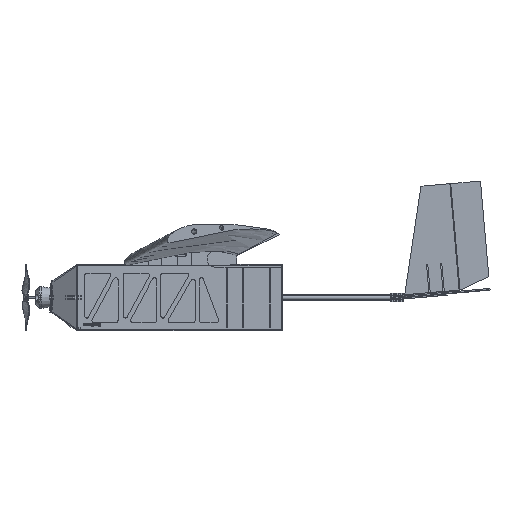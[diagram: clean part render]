
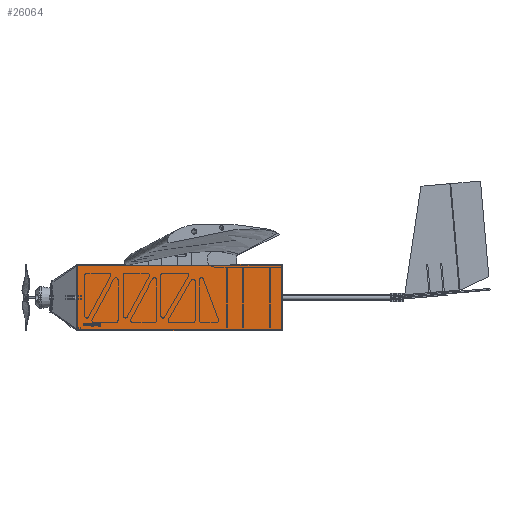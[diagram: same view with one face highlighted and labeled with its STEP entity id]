
A CAD part, top view. The second image highlights one B-rep face of the part: STEP entity #26064.
In plain terms, the highlighted face is planar.
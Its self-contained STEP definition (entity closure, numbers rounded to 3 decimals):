
#2433=FACE_OUTER_BOUND('',#3887,.T.);
#3887=EDGE_LOOP('',(#18992,#18993,#18994,#18995,#18996,#18997,#18998,#18999));
#5736=LINE('',#44706,#8603);
#5739=LINE('',#44712,#8606);
#5747=LINE('',#44727,#8614);
#5752=LINE('',#44736,#8619);
#5753=LINE('',#44739,#8620);
#5756=LINE('',#44745,#8623);
#5757=LINE('',#44747,#8624);
#5758=LINE('',#44748,#8625);
#8603=VECTOR('',#31371,10.);
#8606=VECTOR('',#31376,10.);
#8614=VECTOR('',#31386,10.);
#8619=VECTOR('',#31395,10.);
#8620=VECTOR('',#31398,10.);
#8623=VECTOR('',#31403,10.);
#8624=VECTOR('',#31404,10.);
#8625=VECTOR('',#31405,10.);
#11397=VERTEX_POINT('',#44703);
#11398=VERTEX_POINT('',#44705);
#11399=VERTEX_POINT('',#44709);
#11404=VERTEX_POINT('',#44720);
#11408=VERTEX_POINT('',#44734);
#11409=VERTEX_POINT('',#44738);
#11411=VERTEX_POINT('',#44744);
#11412=VERTEX_POINT('',#44746);
#14257=EDGE_CURVE('',#11398,#11397,#5736,.T.);
#14260=EDGE_CURVE('',#11397,#11399,#5739,.T.);
#14268=EDGE_CURVE('',#11404,#11398,#5747,.T.);
#14273=EDGE_CURVE('',#11408,#11399,#5752,.T.);
#14274=EDGE_CURVE('',#11404,#11409,#5753,.T.);
#14277=EDGE_CURVE('',#11408,#11411,#5756,.T.);
#14278=EDGE_CURVE('',#11411,#11412,#5757,.T.);
#14279=EDGE_CURVE('',#11409,#11412,#5758,.T.);
#18992=ORIENTED_EDGE('',*,*,#14268,.T.);
#18993=ORIENTED_EDGE('',*,*,#14257,.T.);
#18994=ORIENTED_EDGE('',*,*,#14260,.T.);
#18995=ORIENTED_EDGE('',*,*,#14273,.F.);
#18996=ORIENTED_EDGE('',*,*,#14277,.T.);
#18997=ORIENTED_EDGE('',*,*,#14278,.T.);
#18998=ORIENTED_EDGE('',*,*,#14279,.F.);
#18999=ORIENTED_EDGE('',*,*,#14274,.F.);
#25036=PLANE('',#28051);
#26064=ADVANCED_FACE('',(#2433),#25036,.T.);
#28051=AXIS2_PLACEMENT_3D('',#44743,#31401,#31402);
#31371=DIRECTION('',(0.,0.,1.));
#31376=DIRECTION('',(0.,1.,0.));
#31386=DIRECTION('',(0.,-1.,0.));
#31395=DIRECTION('',(0.,0.,-1.));
#31398=DIRECTION('',(0.,0.,-1.));
#31401=DIRECTION('center_axis',(1.,0.,0.));
#31402=DIRECTION('ref_axis',(0.,-1.,0.));
#31403=DIRECTION('',(0.,-1.,0.));
#31404=DIRECTION('',(0.,0.,-1.));
#31405=DIRECTION('',(0.,-1.,0.));
#44703=CARTESIAN_POINT('',(76.,75.,-113.075));
#44705=CARTESIAN_POINT('',(76.,75.,-359.133));
#44706=CARTESIAN_POINT('',(76.,75.,-118.052));
#44709=CARTESIAN_POINT('',(76.,78.,-113.075));
#44712=CARTESIAN_POINT('',(76.,78.,-113.075));
#44720=CARTESIAN_POINT('',(76.,78.,-359.133));
#44727=CARTESIAN_POINT('',(76.,78.,-359.133));
#44734=CARTESIAN_POINT('',(76.,78.,0.));
#44736=CARTESIAN_POINT('',(76.,78.,0.));
#44738=CARTESIAN_POINT('',(76.,78.,-480.));
#44739=CARTESIAN_POINT('',(76.,78.,0.));
#44743=CARTESIAN_POINT('Origin',(76.,78.,0.));
#44744=CARTESIAN_POINT('',(76.,-78.,0.));
#44745=CARTESIAN_POINT('',(76.,78.,0.));
#44746=CARTESIAN_POINT('',(76.,-78.,-480.));
#44747=CARTESIAN_POINT('',(76.,-78.,0.));
#44748=CARTESIAN_POINT('',(76.,78.,-480.));
